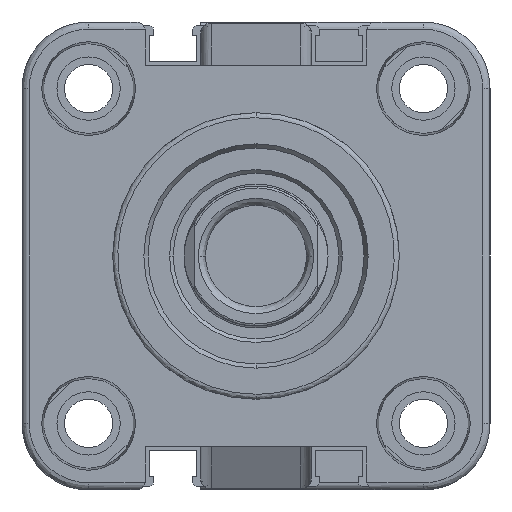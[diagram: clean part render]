
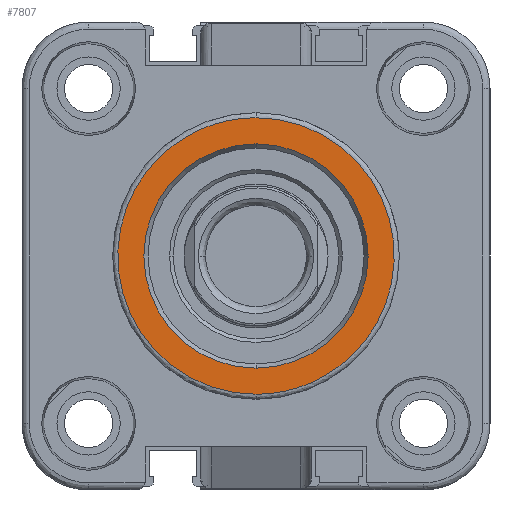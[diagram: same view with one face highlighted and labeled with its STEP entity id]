
A CAD part, front view. The second image highlights one B-rep face of the part: STEP entity #7807.
In plain terms, the highlighted face is planar.
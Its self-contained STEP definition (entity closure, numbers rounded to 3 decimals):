
#489 = CARTESIAN_POINT ( 'NONE',  ( 274.95, 252.838, 307.666 ) ) ;
#552 = DIRECTION ( 'NONE',  ( 0., 0., 1. ) ) ;
#689 = CARTESIAN_POINT ( 'NONE',  ( 274.95, 234.338, 288.466 ) ) ;
#959 = VERTEX_POINT ( 'NONE', #4954 ) ;
#1384 = FACE_BOUND ( 'NONE', #2820, .T. ) ;
#2118 = CIRCLE ( 'NONE', #12854, 15.577 ) ;
#2364 = CARTESIAN_POINT ( 'NONE',  ( 274.95, 214.438, 307.666 ) ) ;
#2426 = AXIS2_PLACEMENT_3D ( 'NONE', #13013, #4248, #14091 ) ;
#2543 = VERTEX_POINT ( 'NONE', #10178 ) ;
#2820 = EDGE_LOOP ( 'NONE', ( #11254, #5841 ) ) ;
#3583 = EDGE_LOOP ( 'NONE', ( #6211, #13191 ) ) ;
#3598 = CARTESIAN_POINT ( 'NONE',  ( 274.95, 176.038, 269.266 ) ) ;
#4248 = DIRECTION ( 'NONE',  ( 1., 0., 0. ) ) ;
#4525 = EDGE_CURVE ( 'NONE', #8065, #959, #2118, .T. ) ;
#4758 = CARTESIAN_POINT ( 'NONE',  ( 274.95, 176.038, 307.666 ) ) ;
#4954 = CARTESIAN_POINT ( 'NONE',  ( 274.95, 214.438, 304.043 ) ) ;
#5047 = DIRECTION ( 'NONE',  ( 1., 0., 0. ) ) ;
#5079 = AXIS2_PLACEMENT_3D ( 'NONE', #689, #8315, #552 ) ;
#5841 = ORIENTED_EDGE ( 'NONE', *, *, #8073, .F. ) ;
#6011 = VERTEX_POINT ( 'NONE', #12516 ) ;
#6211 = ORIENTED_EDGE ( 'NONE', *, *, #12301, .F. ) ;
#6343 =( BOUNDED_CURVE ( )  B_SPLINE_CURVE ( 3, ( #8799, #3598, #4758, #2364 ),
 .UNSPECIFIED., .F., .F. ) 
 B_SPLINE_CURVE_WITH_KNOTS ( ( 4, 4 ),
 ( 0., 1. ),
 .UNSPECIFIED. ) 
 CURVE ( )  GEOMETRIC_REPRESENTATION_ITEM ( )  RATIONAL_B_SPLINE_CURVE ( ( 1., 0.333, 0.333, 1. ) ) 
 REPRESENTATION_ITEM ( '' )  );
#7037 = FACE_OUTER_BOUND ( 'NONE', #3583, .T. ) ;
#7549 = CARTESIAN_POINT ( 'NONE',  ( 274.95, 214.438, 272.889 ) ) ;
#7807 = ADVANCED_FACE ( 'NONE', ( #1384, #7037 ), #9072, .F. ) ;
#8065 = VERTEX_POINT ( 'NONE', #7549 ) ;
#8073 = EDGE_CURVE ( 'NONE', #959, #8065, #12615, .T. ) ;
#8315 = DIRECTION ( 'NONE',  ( -1., 0., 0. ) ) ;
#8799 = CARTESIAN_POINT ( 'NONE',  ( 274.95, 214.438, 269.266 ) ) ;
#9072 = PLANE ( 'NONE',  #5079 ) ;
#9285 = CARTESIAN_POINT ( 'NONE',  ( 274.95, 252.838, 269.266 ) ) ;
#9361 = CARTESIAN_POINT ( 'NONE',  ( 274.95, 214.438, 288.466 ) ) ;
#10178 = CARTESIAN_POINT ( 'NONE',  ( 274.95, 214.438, 307.666 ) ) ;
#11254 = ORIENTED_EDGE ( 'NONE', *, *, #4525, .F. ) ;
#11431 = CARTESIAN_POINT ( 'NONE',  ( 274.95, 214.438, 269.266 ) ) ;
#11513 = DIRECTION ( 'NONE',  ( 0., 0., -1. ) ) ;
#11809 = EDGE_CURVE ( 'NONE', #6011, #2543, #6343, .T. ) ;
#12301 = EDGE_CURVE ( 'NONE', #2543, #6011, #12866, .T. ) ;
#12516 = CARTESIAN_POINT ( 'NONE',  ( 274.95, 214.438, 269.266 ) ) ;
#12615 = CIRCLE ( 'NONE', #2426, 15.577 ) ;
#12854 = AXIS2_PLACEMENT_3D ( 'NONE', #9361, #5047, #11513 ) ;
#12866 =( BOUNDED_CURVE ( )  B_SPLINE_CURVE ( 3, ( #13527, #489, #9285, #11431 ),
 .UNSPECIFIED., .F., .F. ) 
 B_SPLINE_CURVE_WITH_KNOTS ( ( 4, 4 ),
 ( 0., 1. ),
 .UNSPECIFIED. ) 
 CURVE ( )  GEOMETRIC_REPRESENTATION_ITEM ( )  RATIONAL_B_SPLINE_CURVE ( ( 1., 0.333, 0.333, 1. ) ) 
 REPRESENTATION_ITEM ( '' )  );
#13013 = CARTESIAN_POINT ( 'NONE',  ( 274.95, 214.438, 288.466 ) ) ;
#13191 = ORIENTED_EDGE ( 'NONE', *, *, #11809, .F. ) ;
#13527 = CARTESIAN_POINT ( 'NONE',  ( 274.95, 214.438, 307.666 ) ) ;
#14091 = DIRECTION ( 'NONE',  ( 0., 0., -1. ) ) ;
